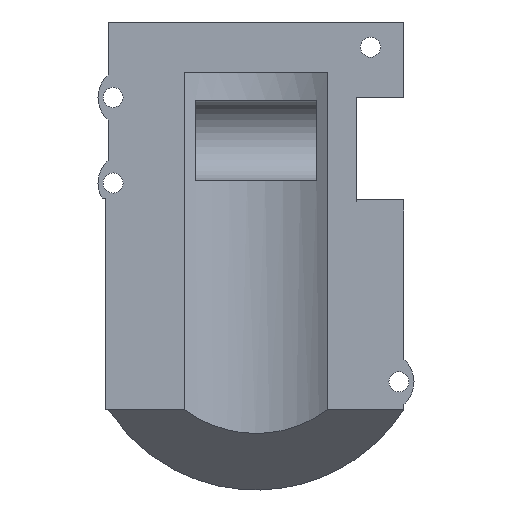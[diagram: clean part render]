
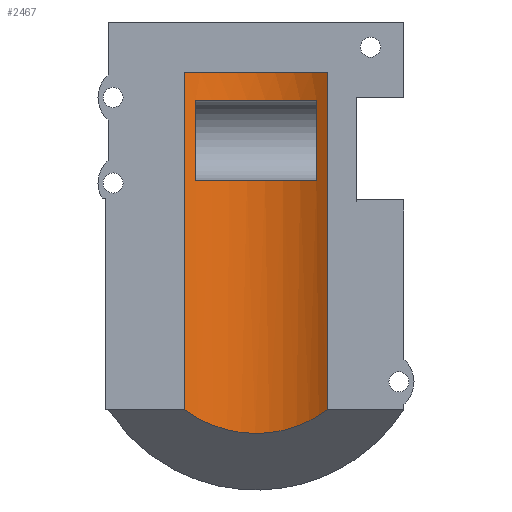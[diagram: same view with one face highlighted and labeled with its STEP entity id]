
A CAD part, front view. The second image highlights one B-rep face of the part: STEP entity #2467.
In plain terms, the highlighted cylindrical face has radius 23.75 mm (diameter 47.5 mm), a partial arc.
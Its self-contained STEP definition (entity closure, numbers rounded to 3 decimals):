
#27 = DIRECTION ( 'NONE',  ( 0., 0., -1. ) ) ;
#66 = DIRECTION ( 'NONE',  ( 0., 0., -1. ) ) ;
#82 = LINE ( 'NONE', #283, #1495 ) ;
#230 = ORIENTED_EDGE ( 'NONE', *, *, #3454, .F. ) ;
#259 = VERTEX_POINT ( 'NONE', #818 ) ;
#283 = CARTESIAN_POINT ( 'NONE',  ( 34.25, -2.5, 35. ) ) ;
#301 = LINE ( 'NONE', #3459, #1527 ) ;
#472 = DIRECTION ( 'NONE',  ( 0., 0., 1. ) ) ;
#572 = CARTESIAN_POINT ( 'NONE',  ( 20., -21.5, 35. ) ) ;
#584 = CARTESIAN_POINT ( 'NONE',  ( 34.25, -2.5, -42. ) ) ;
#613 = DIRECTION ( 'NONE',  ( 0., 1., 0. ) ) ;
#615 = VERTEX_POINT ( 'NONE', #3230 ) ;
#629 = DIRECTION ( 'NONE',  ( -1., 0., 0. ) ) ;
#818 = CARTESIAN_POINT ( 'NONE',  ( 5.75, -2.5, 25. ) ) ;
#871 = EDGE_CURVE ( 'NONE', #1087, #1905, #948, .T. ) ;
#934 = ORIENTED_EDGE ( 'NONE', *, *, #3188, .F. ) ;
#936 = DIRECTION ( 'NONE',  ( 0., 0., 1. ) ) ;
#948 = LINE ( 'NONE', #3193, #3019 ) ;
#986 = LINE ( 'NONE', #2471, #2711 ) ;
#1087 = VERTEX_POINT ( 'NONE', #1368 ) ;
#1229 = DIRECTION ( 'NONE',  ( 0., 0., -1. ) ) ;
#1346 = EDGE_CURVE ( 'NONE', #259, #3015, #986, .T. ) ;
#1368 = CARTESIAN_POINT ( 'NONE',  ( 32., -1.005, 19.5 ) ) ;
#1391 = CARTESIAN_POINT ( 'NONE',  ( 20., -21.5, 25. ) ) ;
#1415 = CARTESIAN_POINT ( 'NONE',  ( 20., -21.5, 19.5 ) ) ;
#1422 = CARTESIAN_POINT ( 'NONE',  ( 5.75, -2.5, -42. ) ) ;
#1459 = EDGE_LOOP ( 'NONE', ( #1740, #3710, #3684, #2983 ) ) ;
#1466 = CARTESIAN_POINT ( 'NONE',  ( 20., -21.5, 3.5 ) ) ;
#1495 = VECTOR ( 'NONE', #1229, 1000. ) ;
#1527 = VECTOR ( 'NONE', #27, 1000. ) ;
#1550 = ORIENTED_EDGE ( 'NONE', *, *, #3556, .T. ) ;
#1556 = CARTESIAN_POINT ( 'NONE',  ( 34.25, -2.5, -42. ) ) ;
#1701 = EDGE_CURVE ( 'NONE', #1970, #1805, #82, .T. ) ;
#1706 = CIRCLE ( 'NONE', #2743, 23.75 ) ;
#1740 = ORIENTED_EDGE ( 'NONE', *, *, #1701, .F. ) ;
#1805 = VERTEX_POINT ( 'NONE', #1556 ) ;
#1905 = VERTEX_POINT ( 'NONE', #2503 ) ;
#1923 = DIRECTION ( 'NONE',  ( 0., 0., -1. ) ) ;
#1970 = VERTEX_POINT ( 'NONE', #3451 ) ;
#1974 = CARTESIAN_POINT ( 'NONE',  ( 25.481, 4.077, -48.577 ) ) ;
#2012 = AXIS2_PLACEMENT_3D ( 'NONE', #1466, #936, #613 ) ;
#2060 = AXIS2_PLACEMENT_3D ( 'NONE', #572, #3485, #629 ) ;
#2100 = CARTESIAN_POINT ( 'NONE',  ( 8., -1.005, 3.5 ) ) ;
#2180 =( BOUNDED_CURVE ( )  B_SPLINE_CURVE ( 3, ( #1422, #3440, #1974, #584 ),
 .UNSPECIFIED., .F., .F. ) 
 B_SPLINE_CURVE_WITH_KNOTS ( ( 4, 4 ),
 ( 5.64, 6.927 ),
 .UNSPECIFIED. ) 
 CURVE ( )  GEOMETRIC_REPRESENTATION_ITEM ( )  RATIONAL_B_SPLINE_CURVE ( ( 1., 0.867, 0.867, 1. ) ) 
 REPRESENTATION_ITEM ( '' )  );
#2267 = ORIENTED_EDGE ( 'NONE', *, *, #871, .T. ) ;
#2285 = DIRECTION ( 'NONE',  ( -1., 0., 0. ) ) ;
#2301 = FACE_OUTER_BOUND ( 'NONE', #1459, .T. ) ;
#2316 = CYLINDRICAL_SURFACE ( 'NONE', #2060, 23.75 ) ;
#2343 = EDGE_CURVE ( 'NONE', #1970, #259, #3404, .T. ) ;
#2362 = AXIS2_PLACEMENT_3D ( 'NONE', #1391, #472, #2788 ) ;
#2467 = ADVANCED_FACE ( 'NONE', ( #2301, #2571 ), #2316, .F. ) ;
#2471 = CARTESIAN_POINT ( 'NONE',  ( 5.75, -2.5, 35. ) ) ;
#2503 = CARTESIAN_POINT ( 'NONE',  ( 32., -1.005, 3.5 ) ) ;
#2536 = DIRECTION ( 'NONE',  ( 0., 0., 1. ) ) ;
#2571 = FACE_BOUND ( 'NONE', #2866, .T. ) ;
#2711 = VECTOR ( 'NONE', #1923, 1000. ) ;
#2743 = AXIS2_PLACEMENT_3D ( 'NONE', #1415, #2536, #2285 ) ;
#2788 = DIRECTION ( 'NONE',  ( -1., 0., 0. ) ) ;
#2866 = EDGE_LOOP ( 'NONE', ( #230, #2267, #1550, #934 ) ) ;
#2983 = ORIENTED_EDGE ( 'NONE', *, *, #3133, .T. ) ;
#3015 = VERTEX_POINT ( 'NONE', #3335 ) ;
#3019 = VECTOR ( 'NONE', #66, 1000. ) ;
#3133 = EDGE_CURVE ( 'NONE', #3015, #1805, #2180, .T. ) ;
#3188 = EDGE_CURVE ( 'NONE', #615, #3297, #301, .T. ) ;
#3193 = CARTESIAN_POINT ( 'NONE',  ( 32., -1.005, 35. ) ) ;
#3230 = CARTESIAN_POINT ( 'NONE',  ( 8., -1.005, 19.5 ) ) ;
#3297 = VERTEX_POINT ( 'NONE', #2100 ) ;
#3335 = CARTESIAN_POINT ( 'NONE',  ( 5.75, -2.5, -42. ) ) ;
#3404 = CIRCLE ( 'NONE', #2362, 23.75 ) ;
#3440 = CARTESIAN_POINT ( 'NONE',  ( 14.519, 4.077, -48.577 ) ) ;
#3451 = CARTESIAN_POINT ( 'NONE',  ( 34.25, -2.5, 25. ) ) ;
#3454 = EDGE_CURVE ( 'NONE', #1087, #615, #1706, .T. ) ;
#3459 = CARTESIAN_POINT ( 'NONE',  ( 8., -1.005, 35. ) ) ;
#3485 = DIRECTION ( 'NONE',  ( 0., 0., -1. ) ) ;
#3556 = EDGE_CURVE ( 'NONE', #1905, #3297, #3664, .T. ) ;
#3664 = CIRCLE ( 'NONE', #2012, 23.75 ) ;
#3684 = ORIENTED_EDGE ( 'NONE', *, *, #1346, .T. ) ;
#3710 = ORIENTED_EDGE ( 'NONE', *, *, #2343, .T. ) ;
